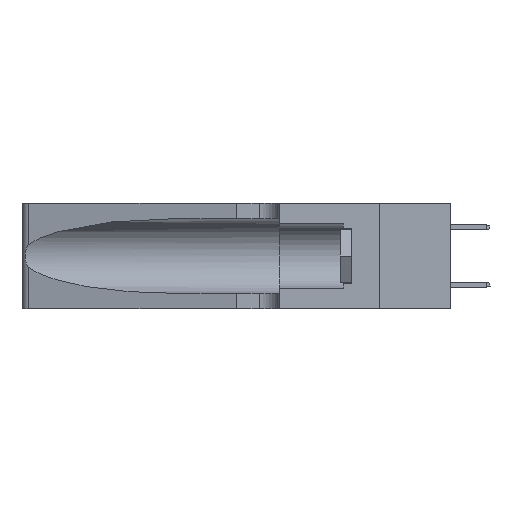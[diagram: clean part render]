
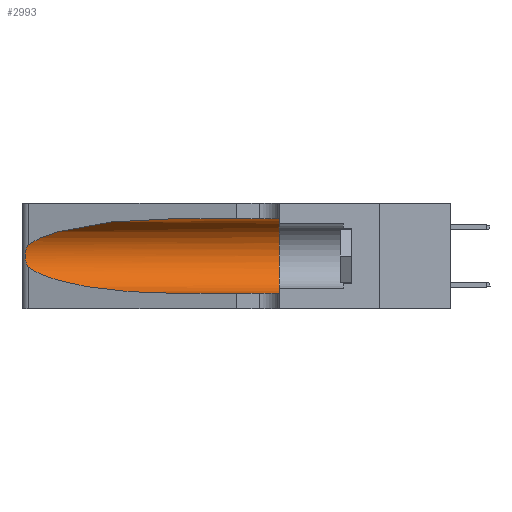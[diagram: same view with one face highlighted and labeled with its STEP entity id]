
A CAD part, left-side view. The second image highlights one B-rep face of the part: STEP entity #2993.
In plain terms, the highlighted cylindrical face has radius 3.308 mm (diameter 6.617 mm), a partial arc.
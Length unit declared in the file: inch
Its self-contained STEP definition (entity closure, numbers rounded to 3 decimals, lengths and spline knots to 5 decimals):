
#833 = CARTESIAN_POINT ( 'NONE',  ( 0.25555, 1.22993, 0.14849 ) ) ;
#1122 = CARTESIAN_POINT ( 'NONE',  ( 0.25789, 1.23486, 0.15765 ) ) ;
#1145 = ORIENTED_EDGE ( 'NONE', *, *, #15451, .T. ) ;
#1292 = CARTESIAN_POINT ( 'NONE',  ( 0.1305, 0.35, 0.05475 ) ) ;
#1882 = CARTESIAN_POINT ( 'NONE',  ( 0.1305, 1.61858, 0.05475 ) ) ;
#2027 = LINE ( 'NONE', #1882, #18167 ) ;
#2285 = VERTEX_POINT ( 'NONE', #14347 ) ;
#2505 = AXIS2_PLACEMENT_3D ( 'NONE', #14169, #23270, #20582 ) ;
#2896 = CARTESIAN_POINT ( 'NONE',  ( 0.1305, 0.35, 0.185 ) ) ;
#2993 = ADVANCED_FACE ( 'NONE', ( #16258 ), #20727, .F. ) ;
#3112 = EDGE_CURVE ( 'NONE', #15678, #28581, #18664, .T. ) ;
#3506 = CARTESIAN_POINT ( 'NONE',  ( 0.25854, 1.2359, 0.20912 ) ) ;
#5313 = CARTESIAN_POINT ( 'NONE',  ( 0.25487, 1.22718, 0.22369 ) ) ;
#5439 = CARTESIAN_POINT ( 'NONE',  ( 0.25487, 1.22718, 0.22369 ) ) ;
#5462 = CARTESIAN_POINT ( 'NONE',  ( 0.26017, 1.23833, 0.17102 ) ) ;
#5905 = CARTESIAN_POINT ( 'NONE',  ( 0.18966, 0.96281, 0.05475 ) ) ;
#6542 = CARTESIAN_POINT ( 'NONE',  ( 0.1305, 1.61858, 0.31525 ) ) ;
#6591 = ORIENTED_EDGE ( 'NONE', *, *, #8811, .F. ) ;
#6752 = CARTESIAN_POINT ( 'NONE',  ( 0.1305, 0.35, 0.31525 ) ) ;
#7505 = DIRECTION ( 'NONE',  ( 0., 1., 0. ) ) ;
#7696 = CARTESIAN_POINT ( 'NONE',  ( 0.26075, 1.23896, 0.19203 ) ) ;
#8285 = CARTESIAN_POINT ( 'NONE',  ( 0.1305, 0.72297, 0.05475 ) ) ;
#8380 = VERTEX_POINT ( 'NONE', #22767 ) ;
#8811 = EDGE_CURVE ( 'NONE', #8380, #15678, #13339, .T. ) ;
#9145 = VERTEX_POINT ( 'NONE', #22248 ) ;
#9199 =( BOUNDED_CURVE ( )  B_SPLINE_CURVE ( 3, ( #28630, #26255, #5905, #8285 ),
 .UNSPECIFIED., .F., .F. ) 
 B_SPLINE_CURVE_WITH_KNOTS ( ( 4, 4 ),
 ( 3.44316, 4.71239 ),
 .UNSPECIFIED. ) 
 CURVE ( )  GEOMETRIC_REPRESENTATION_ITEM ( )  RATIONAL_B_SPLINE_CURVE ( ( 1., 0.87, 0.87, 1. ) ) 
 REPRESENTATION_ITEM ( '' )  );
#10213 = CARTESIAN_POINT ( 'NONE',  ( 0.25555, 1.22994, 0.2215 ) ) ;
#11106 = B_SPLINE_CURVE_WITH_KNOTS ( 'NONE', 3,
 ( #5313, #10213, #23454, #19267, #3506, #21498, #7696, #16607, #5462, #14364, #1122, #25961, #833, #21369 ),
 .UNSPECIFIED., .F., .F.,
 ( 4, 2, 2, 2, 2, 2, 4 ),
 ( 0., 0.00027, 0.00053, 0.00107, 0.0016, 0.00187, 0.00214 ),
 .UNSPECIFIED. ) ;
#11821 = ORIENTED_EDGE ( 'NONE', *, *, #3112, .F. ) ;
#12131 = CARTESIAN_POINT ( 'NONE',  ( 0.1305, 0.72297, 0.31525 ) ) ;
#13339 = LINE ( 'NONE', #6542, #23692 ) ;
#14169 = CARTESIAN_POINT ( 'NONE',  ( 0.1305, 1.61858, 0.185 ) ) ;
#14347 = CARTESIAN_POINT ( 'NONE',  ( 0.1305, 0.72297, 0.05475 ) ) ;
#14364 = CARTESIAN_POINT ( 'NONE',  ( 0.25856, 1.23593, 0.16098 ) ) ;
#14474 =( BOUNDED_CURVE ( )  B_SPLINE_CURVE ( 3, ( #12131, #26114, #14658, #28188 ),
 .UNSPECIFIED., .F., .T. ) 
 B_SPLINE_CURVE_WITH_KNOTS ( ( 4, 4 ),
 ( 1.5708, 2.84003 ),
 .UNSPECIFIED. ) 
 CURVE ( )  GEOMETRIC_REPRESENTATION_ITEM ( )  RATIONAL_B_SPLINE_CURVE ( ( 1., 0.87, 0.87, 1. ) ) 
 REPRESENTATION_ITEM ( '' )  );
#14658 = CARTESIAN_POINT ( 'NONE',  ( 0.2373, 1.15595, 0.28018 ) ) ;
#15386 = EDGE_CURVE ( 'NONE', #23704, #9145, #11106, .T. ) ;
#15451 = EDGE_CURVE ( 'NONE', #8380, #23704, #14474, .T. ) ;
#15678 = VERTEX_POINT ( 'NONE', #6752 ) ;
#16258 = FACE_OUTER_BOUND ( 'NONE', #21697, .T. ) ;
#16559 = DIRECTION ( 'NONE',  ( 0., 0., 1. ) ) ;
#16607 = CARTESIAN_POINT ( 'NONE',  ( 0.26075, 1.23896, 0.178 ) ) ;
#16853 = ORIENTED_EDGE ( 'NONE', *, *, #15386, .T. ) ;
#16915 = EDGE_CURVE ( 'NONE', #2285, #28581, #2027, .T. ) ;
#18167 = VECTOR ( 'NONE', #20306, 39.37008 ) ;
#18664 = CIRCLE ( 'NONE', #20114, 0.13025 ) ;
#18731 = ORIENTED_EDGE ( 'NONE', *, *, #22156, .T. ) ;
#19267 = CARTESIAN_POINT ( 'NONE',  ( 0.25787, 1.23484, 0.2124 ) ) ;
#20114 = AXIS2_PLACEMENT_3D ( 'NONE', #2896, #7505, #16559 ) ;
#20306 = DIRECTION ( 'NONE',  ( 0., -1., 0. ) ) ;
#20582 = DIRECTION ( 'NONE',  ( 0., 0., -1. ) ) ;
#20727 = CYLINDRICAL_SURFACE ( 'NONE', #2505, 0.13025 ) ;
#21369 = CARTESIAN_POINT ( 'NONE',  ( 0.25487, 1.22718, 0.14631 ) ) ;
#21498 = CARTESIAN_POINT ( 'NONE',  ( 0.26018, 1.23835, 0.19895 ) ) ;
#21697 = EDGE_LOOP ( 'NONE', ( #1145, #16853, #18731, #25868, #11821, #6591 ) ) ;
#22156 = EDGE_CURVE ( 'NONE', #9145, #2285, #9199, .T. ) ;
#22248 = CARTESIAN_POINT ( 'NONE',  ( 0.25487, 1.22718, 0.14631 ) ) ;
#22767 = CARTESIAN_POINT ( 'NONE',  ( 0.1305, 0.72297, 0.31525 ) ) ;
#23270 = DIRECTION ( 'NONE',  ( 0., -1., 0. ) ) ;
#23454 = CARTESIAN_POINT ( 'NONE',  ( 0.25639, 1.23184, 0.21858 ) ) ;
#23692 = VECTOR ( 'NONE', #29253, 39.37008 ) ;
#23704 = VERTEX_POINT ( 'NONE', #5439 ) ;
#25868 = ORIENTED_EDGE ( 'NONE', *, *, #16915, .T. ) ;
#25961 = CARTESIAN_POINT ( 'NONE',  ( 0.25639, 1.23186, 0.15144 ) ) ;
#26114 = CARTESIAN_POINT ( 'NONE',  ( 0.18966, 0.96281, 0.31525 ) ) ;
#26255 = CARTESIAN_POINT ( 'NONE',  ( 0.2373, 1.15595, 0.08982 ) ) ;
#28188 = CARTESIAN_POINT ( 'NONE',  ( 0.25487, 1.22718, 0.22369 ) ) ;
#28581 = VERTEX_POINT ( 'NONE', #1292 ) ;
#28630 = CARTESIAN_POINT ( 'NONE',  ( 0.25487, 1.22718, 0.14631 ) ) ;
#29253 = DIRECTION ( 'NONE',  ( 0., -1., 0. ) ) ;
